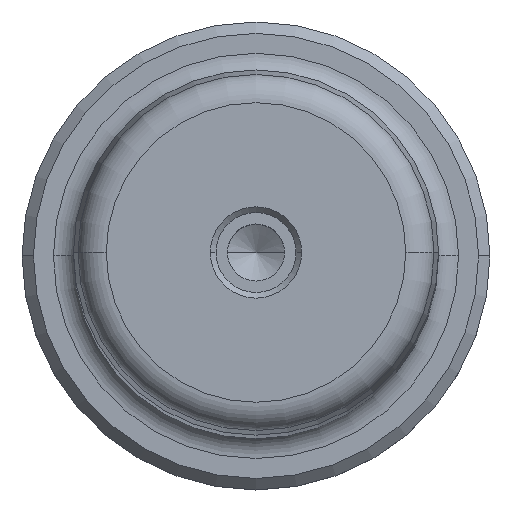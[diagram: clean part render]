
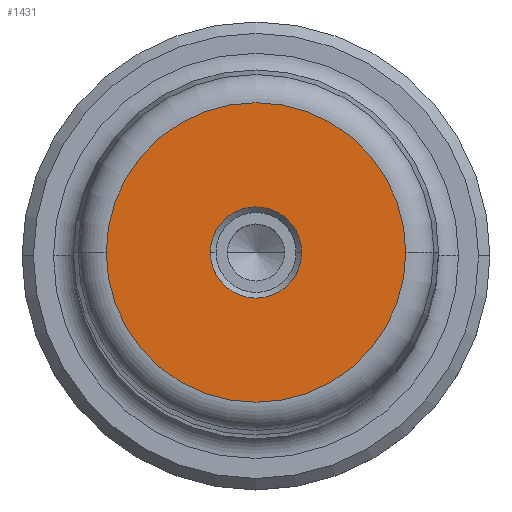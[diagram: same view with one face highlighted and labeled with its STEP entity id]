
A CAD part, top view. The second image highlights one B-rep face of the part: STEP entity #1431.
In plain terms, the highlighted planar face has unit normal (0, 0, 1).
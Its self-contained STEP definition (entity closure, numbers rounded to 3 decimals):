
#24 = EDGE_CURVE ( 'NONE', #1867, #2089, #1306, .T. ) ;
#91 = FACE_BOUND ( 'NONE', #228, .T. ) ;
#204 = DIRECTION ( 'NONE',  ( 0., 0., -1. ) ) ;
#228 = EDGE_LOOP ( 'NONE', ( #2188, #1569 ) ) ;
#249 = DIRECTION ( 'NONE',  ( 0., 0., 1. ) ) ;
#361 = AXIS2_PLACEMENT_3D ( 'NONE', #712, #2037, #911 ) ;
#424 = PLANE ( 'NONE',  #667 ) ;
#456 = VERTEX_POINT ( 'NONE', #1621 ) ;
#458 = ORIENTED_EDGE ( 'NONE', *, *, #1078, .T. ) ;
#624 = AXIS2_PLACEMENT_3D ( 'NONE', #777, #2096, #973 ) ;
#667 = AXIS2_PLACEMENT_3D ( 'NONE', #1950, #819, #2141 ) ;
#712 = CARTESIAN_POINT ( 'NONE',  ( 0., 0., 210. ) ) ;
#777 = CARTESIAN_POINT ( 'NONE',  ( 0., 0., 210. ) ) ;
#819 = DIRECTION ( 'NONE',  ( 0., 0., 1. ) ) ;
#911 = DIRECTION ( 'NONE',  ( 1., 0., 0. ) ) ;
#945 = ORIENTED_EDGE ( 'NONE', *, *, #1644, .T. ) ;
#973 = DIRECTION ( 'NONE',  ( 1., 0., 0. ) ) ;
#1078 = EDGE_CURVE ( 'NONE', #1474, #456, #2384, .T. ) ;
#1111 = EDGE_LOOP ( 'NONE', ( #945, #458 ) ) ;
#1231 = CARTESIAN_POINT ( 'NONE',  ( -13.124, 0., 210. ) ) ;
#1265 = EDGE_CURVE ( 'NONE', #2089, #1867, #2271, .T. ) ;
#1306 = CIRCLE ( 'NONE', #624, 4. ) ;
#1365 = CARTESIAN_POINT ( 'NONE',  ( 0., 0., 210. ) ) ;
#1388 = CARTESIAN_POINT ( 'NONE',  ( 4., 0., 210. ) ) ;
#1414 = CARTESIAN_POINT ( 'NONE',  ( 0., 0., 210. ) ) ;
#1431 = ADVANCED_FACE ( 'NONE', ( #91, #1999 ), #424, .T. ) ;
#1474 = VERTEX_POINT ( 'NONE', #1231 ) ;
#1503 = AXIS2_PLACEMENT_3D ( 'NONE', #1365, #204, #1547 ) ;
#1529 = CARTESIAN_POINT ( 'NONE',  ( -4., 0., 210. ) ) ;
#1547 = DIRECTION ( 'NONE',  ( 1., 0., 0. ) ) ;
#1569 = ORIENTED_EDGE ( 'NONE', *, *, #24, .T. ) ;
#1596 = DIRECTION ( 'NONE',  ( 1., 0., 0. ) ) ;
#1621 = CARTESIAN_POINT ( 'NONE',  ( 13.124, 0., 210. ) ) ;
#1644 = EDGE_CURVE ( 'NONE', #456, #1474, #2029, .T. ) ;
#1867 = VERTEX_POINT ( 'NONE', #1529 ) ;
#1950 = CARTESIAN_POINT ( 'NONE',  ( 0., 0., 210. ) ) ;
#1999 = FACE_OUTER_BOUND ( 'NONE', #1111, .T. ) ;
#2029 = CIRCLE ( 'NONE', #361, 13.124 ) ;
#2037 = DIRECTION ( 'NONE',  ( 0., 0., 1. ) ) ;
#2040 = AXIS2_PLACEMENT_3D ( 'NONE', #1414, #249, #1596 ) ;
#2089 = VERTEX_POINT ( 'NONE', #1388 ) ;
#2096 = DIRECTION ( 'NONE',  ( 0., 0., -1. ) ) ;
#2141 = DIRECTION ( 'NONE',  ( 1., 0., 0. ) ) ;
#2188 = ORIENTED_EDGE ( 'NONE', *, *, #1265, .T. ) ;
#2271 = CIRCLE ( 'NONE', #1503, 4. ) ;
#2384 = CIRCLE ( 'NONE', #2040, 13.124 ) ;
